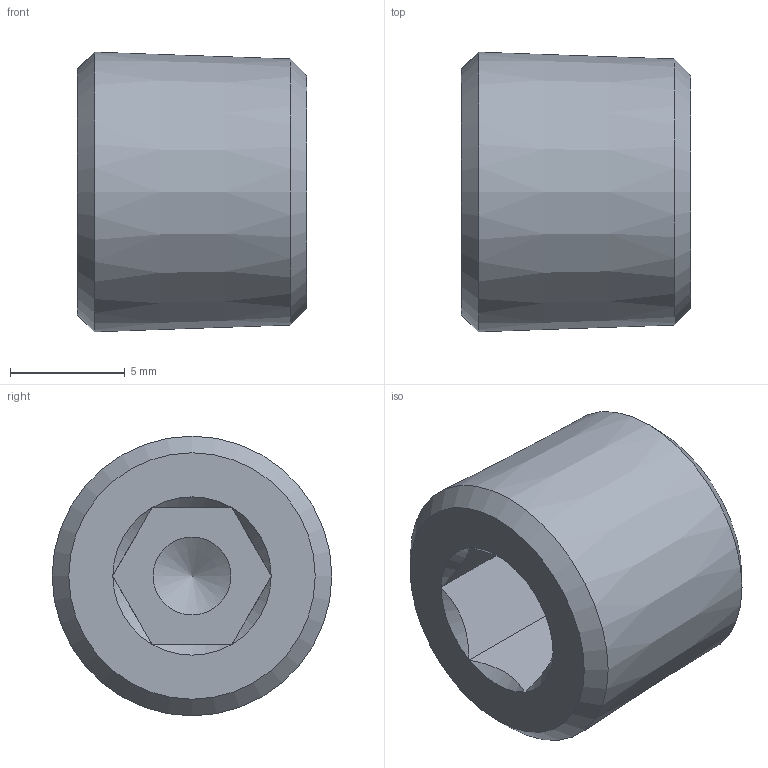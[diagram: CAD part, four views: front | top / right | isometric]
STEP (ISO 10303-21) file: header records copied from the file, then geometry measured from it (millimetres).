
FILE_DESCRIPTION(/* description */ (''),/* implementation_level */ '2;1');
FILE_NAME(/* name */ 'vs_m12_k_es.stp',/* time_stamp */ '2016-06-21T15:11:32+02:00',/* author */ ('leitheußer'),/* organization */ (''),/* preprocessor_version */ 'ST-DEVELOPER v15.6',/* originating_system */ 'Autodesk Inventor LT ',/* authorisation */ '');
FILE_SCHEMA (('AUTOMOTIVE_DESIGN { 1 0 10303 214 3 1 1 }'));
Length unit declared in the file: millimetre
Products named in the file (1): 906-4-12x1_5
Bounding box: 10 x 12.19 x 12.19 mm (x, y, z)
Volume: 899.1 mm3; surface area: 697 mm2
Topology: 1 solids, 1 shells, 32 faces, 74 edges, 45 vertices
Faces by surface type: plane 21, cone 10, cylinder 1
Full cylindrical faces by diameter (mm): 6.9 x1
Entity records: 871 total; most frequent: CARTESIAN_POINT 153, DIRECTION 150, ORIENTED_EDGE 132, EDGE_CURVE 66, AXIS2_PLACEMENT_3D 57, VERTEX_POINT 42, EDGE_LOOP 38, LINE 36
